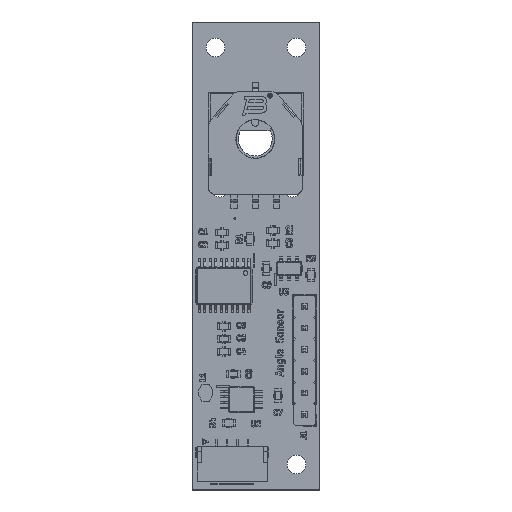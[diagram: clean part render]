
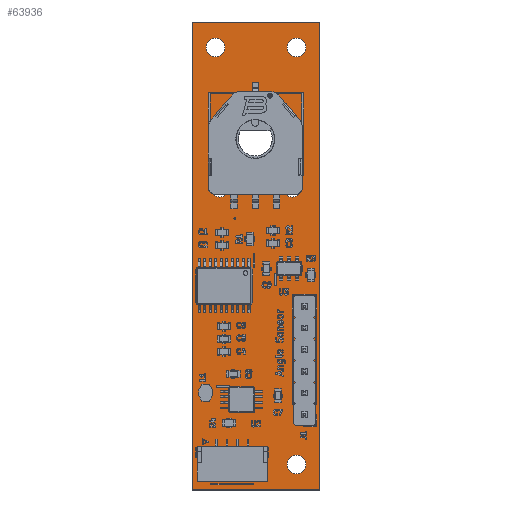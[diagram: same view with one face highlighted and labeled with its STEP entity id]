
A CAD part, top view. The second image highlights one B-rep face of the part: STEP entity #63936.
In plain terms, the highlighted planar face has unit normal (0, 0, 1).
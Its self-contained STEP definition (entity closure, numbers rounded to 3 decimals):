
#63692 = VERTEX_POINT('',#63693);
#63693 = CARTESIAN_POINT('',(35.,-70.,1.51));
#63699 = EDGE_CURVE('',#63692,#63700,#63702,.T.);
#63700 = VERTEX_POINT('',#63701);
#63701 = CARTESIAN_POINT('',(20.,-70.,1.51));
#63702 = LINE('',#63703,#63704);
#63703 = CARTESIAN_POINT('',(35.,-70.,1.51));
#63704 = VECTOR('',#63705,1.);
#63705 = DIRECTION('',(-1.,0.,0.));
#63732 = VERTEX_POINT('',#63733);
#63733 = CARTESIAN_POINT('',(35.,-15.,1.51));
#63739 = EDGE_CURVE('',#63732,#63692,#63740,.T.);
#63740 = LINE('',#63741,#63742);
#63741 = CARTESIAN_POINT('',(35.,-15.,1.51));
#63742 = VECTOR('',#63743,1.);
#63743 = DIRECTION('',(0.,-1.,0.));
#63761 = EDGE_CURVE('',#63700,#63762,#63764,.T.);
#63762 = VERTEX_POINT('',#63763);
#63763 = CARTESIAN_POINT('',(20.,-15.,1.51));
#63764 = LINE('',#63765,#63766);
#63765 = CARTESIAN_POINT('',(20.,-70.,1.51));
#63766 = VECTOR('',#63767,1.);
#63767 = DIRECTION('',(0.,1.,0.));
#63936 = ADVANCED_FACE('',(#63937,#63948,#63959,#63970,#63981,#63992,
    #64003,#64014,#64025,#64036,#64047,#64058,#64069),#64080,.T.);
#63937 = FACE_BOUND('',#63938,.T.);
#63938 = EDGE_LOOP('',(#63939,#63940,#63941,#63947));
#63939 = ORIENTED_EDGE('',*,*,#63699,.F.);
#63940 = ORIENTED_EDGE('',*,*,#63739,.F.);
#63941 = ORIENTED_EDGE('',*,*,#63942,.F.);
#63942 = EDGE_CURVE('',#63762,#63732,#63943,.T.);
#63943 = LINE('',#63944,#63945);
#63944 = CARTESIAN_POINT('',(20.,-15.,1.51));
#63945 = VECTOR('',#63946,1.);
#63946 = DIRECTION('',(1.,0.,0.));
#63947 = ORIENTED_EDGE('',*,*,#63761,.F.);
#63948 = FACE_BOUND('',#63949,.T.);
#63949 = EDGE_LOOP('',(#63950));
#63950 = ORIENTED_EDGE('',*,*,#63951,.T.);
#63951 = EDGE_CURVE('',#63952,#63952,#63954,.T.);
#63952 = VERTEX_POINT('',#63953);
#63953 = CARTESIAN_POINT('',(32.25,-68.1,1.51));
#63954 = CIRCLE('',#63955,1.1);
#63955 = AXIS2_PLACEMENT_3D('',#63956,#63957,#63958);
#63956 = CARTESIAN_POINT('',(32.25,-67.,1.51));
#63957 = DIRECTION('',(-0.,0.,-1.));
#63958 = DIRECTION('',(-0.,-1.,0.));
#63959 = FACE_BOUND('',#63960,.T.);
#63960 = EDGE_LOOP('',(#63961));
#63961 = ORIENTED_EDGE('',*,*,#63962,.T.);
#63962 = EDGE_CURVE('',#63963,#63963,#63965,.T.);
#63963 = VERTEX_POINT('',#63964);
#63964 = CARTESIAN_POINT('',(33.2,-61.65,1.51));
#63965 = CIRCLE('',#63966,0.5);
#63966 = AXIS2_PLACEMENT_3D('',#63967,#63968,#63969);
#63967 = CARTESIAN_POINT('',(33.2,-61.15,1.51));
#63968 = DIRECTION('',(-0.,0.,-1.));
#63969 = DIRECTION('',(-0.,-1.,0.));
#63970 = FACE_BOUND('',#63971,.T.);
#63971 = EDGE_LOOP('',(#63972));
#63972 = ORIENTED_EDGE('',*,*,#63973,.T.);
#63973 = EDGE_CURVE('',#63974,#63974,#63976,.T.);
#63974 = VERTEX_POINT('',#63975);
#63975 = CARTESIAN_POINT('',(33.2,-59.11,1.51));
#63976 = CIRCLE('',#63977,0.5);
#63977 = AXIS2_PLACEMENT_3D('',#63978,#63979,#63980);
#63978 = CARTESIAN_POINT('',(33.2,-58.61,1.51));
#63979 = DIRECTION('',(-0.,0.,-1.));
#63980 = DIRECTION('',(-0.,-1.,0.));
#63981 = FACE_BOUND('',#63982,.T.);
#63982 = EDGE_LOOP('',(#63983));
#63983 = ORIENTED_EDGE('',*,*,#63984,.T.);
#63984 = EDGE_CURVE('',#63985,#63985,#63987,.T.);
#63985 = VERTEX_POINT('',#63986);
#63986 = CARTESIAN_POINT('',(33.2,-56.57,1.51));
#63987 = CIRCLE('',#63988,0.5);
#63988 = AXIS2_PLACEMENT_3D('',#63989,#63990,#63991);
#63989 = CARTESIAN_POINT('',(33.2,-56.07,1.51));
#63990 = DIRECTION('',(-0.,0.,-1.));
#63991 = DIRECTION('',(-0.,-1.,0.));
#63992 = FACE_BOUND('',#63993,.T.);
#63993 = EDGE_LOOP('',(#63994));
#63994 = ORIENTED_EDGE('',*,*,#63995,.T.);
#63995 = EDGE_CURVE('',#63996,#63996,#63998,.T.);
#63996 = VERTEX_POINT('',#63997);
#63997 = CARTESIAN_POINT('',(33.2,-54.03,1.51));
#63998 = CIRCLE('',#63999,0.5);
#63999 = AXIS2_PLACEMENT_3D('',#64000,#64001,#64002);
#64000 = CARTESIAN_POINT('',(33.2,-53.53,1.51));
#64001 = DIRECTION('',(-0.,0.,-1.));
#64002 = DIRECTION('',(-0.,-1.,0.));
#64003 = FACE_BOUND('',#64004,.T.);
#64004 = EDGE_LOOP('',(#64005));
#64005 = ORIENTED_EDGE('',*,*,#64006,.T.);
#64006 = EDGE_CURVE('',#64007,#64007,#64009,.T.);
#64007 = VERTEX_POINT('',#64008);
#64008 = CARTESIAN_POINT('',(33.2,-51.49,1.51));
#64009 = CIRCLE('',#64010,0.5);
#64010 = AXIS2_PLACEMENT_3D('',#64011,#64012,#64013);
#64011 = CARTESIAN_POINT('',(33.2,-50.99,1.51));
#64012 = DIRECTION('',(-0.,0.,-1.));
#64013 = DIRECTION('',(-0.,-1.,0.));
#64014 = FACE_BOUND('',#64015,.T.);
#64015 = EDGE_LOOP('',(#64016));
#64016 = ORIENTED_EDGE('',*,*,#64017,.T.);
#64017 = EDGE_CURVE('',#64018,#64018,#64020,.T.);
#64018 = VERTEX_POINT('',#64019);
#64019 = CARTESIAN_POINT('',(33.2,-48.95,1.51));
#64020 = CIRCLE('',#64021,0.5);
#64021 = AXIS2_PLACEMENT_3D('',#64022,#64023,#64024);
#64022 = CARTESIAN_POINT('',(33.2,-48.45,1.51));
#64023 = DIRECTION('',(-0.,0.,-1.));
#64024 = DIRECTION('',(-0.,-1.,0.));
#64025 = FACE_BOUND('',#64026,.T.);
#64026 = EDGE_LOOP('',(#64027));
#64027 = ORIENTED_EDGE('',*,*,#64028,.T.);
#64028 = EDGE_CURVE('',#64029,#64029,#64031,.T.);
#64029 = VERTEX_POINT('',#64030);
#64030 = CARTESIAN_POINT('',(23.25,-35.585,1.51));
#64031 = CIRCLE('',#64032,1.185);
#64032 = AXIS2_PLACEMENT_3D('',#64033,#64034,#64035);
#64033 = CARTESIAN_POINT('',(23.25,-34.4,1.51));
#64034 = DIRECTION('',(-0.,0.,-1.));
#64035 = DIRECTION('',(-0.,-1.,0.));
#64036 = FACE_BOUND('',#64037,.T.);
#64037 = EDGE_LOOP('',(#64038));
#64038 = ORIENTED_EDGE('',*,*,#64039,.T.);
#64039 = EDGE_CURVE('',#64040,#64040,#64042,.T.);
#64040 = VERTEX_POINT('',#64041);
#64041 = CARTESIAN_POINT('',(22.75,-19.1,1.51));
#64042 = CIRCLE('',#64043,1.1);
#64043 = AXIS2_PLACEMENT_3D('',#64044,#64045,#64046);
#64044 = CARTESIAN_POINT('',(22.75,-18.,1.51));
#64045 = DIRECTION('',(-0.,0.,-1.));
#64046 = DIRECTION('',(-0.,-1.,0.));
#64047 = FACE_BOUND('',#64048,.T.);
#64048 = EDGE_LOOP('',(#64049));
#64049 = ORIENTED_EDGE('',*,*,#64050,.T.);
#64050 = EDGE_CURVE('',#64051,#64051,#64053,.T.);
#64051 = VERTEX_POINT('',#64052);
#64052 = CARTESIAN_POINT('',(27.5,-31.8,1.51));
#64053 = CIRCLE('',#64054,2.9);
#64054 = AXIS2_PLACEMENT_3D('',#64055,#64056,#64057);
#64055 = CARTESIAN_POINT('',(27.5,-28.9,1.51));
#64056 = DIRECTION('',(-0.,0.,-1.));
#64057 = DIRECTION('',(-0.,-1.,0.));
#64058 = FACE_BOUND('',#64059,.T.);
#64059 = EDGE_LOOP('',(#64060));
#64060 = ORIENTED_EDGE('',*,*,#64061,.T.);
#64061 = EDGE_CURVE('',#64062,#64062,#64064,.T.);
#64062 = VERTEX_POINT('',#64063);
#64063 = CARTESIAN_POINT('',(31.75,-35.585,1.51));
#64064 = CIRCLE('',#64065,1.185);
#64065 = AXIS2_PLACEMENT_3D('',#64066,#64067,#64068);
#64066 = CARTESIAN_POINT('',(31.75,-34.4,1.51));
#64067 = DIRECTION('',(-0.,0.,-1.));
#64068 = DIRECTION('',(-0.,-1.,0.));
#64069 = FACE_BOUND('',#64070,.T.);
#64070 = EDGE_LOOP('',(#64071));
#64071 = ORIENTED_EDGE('',*,*,#64072,.T.);
#64072 = EDGE_CURVE('',#64073,#64073,#64075,.T.);
#64073 = VERTEX_POINT('',#64074);
#64074 = CARTESIAN_POINT('',(32.25,-19.1,1.51));
#64075 = CIRCLE('',#64076,1.1);
#64076 = AXIS2_PLACEMENT_3D('',#64077,#64078,#64079);
#64077 = CARTESIAN_POINT('',(32.25,-18.,1.51));
#64078 = DIRECTION('',(-0.,0.,-1.));
#64079 = DIRECTION('',(-0.,-1.,0.));
#64080 = PLANE('',#64081);
#64081 = AXIS2_PLACEMENT_3D('',#64082,#64083,#64084);
#64082 = CARTESIAN_POINT('',(0.,0.,1.51));
#64083 = DIRECTION('',(0.,0.,1.));
#64084 = DIRECTION('',(1.,0.,-0.));
